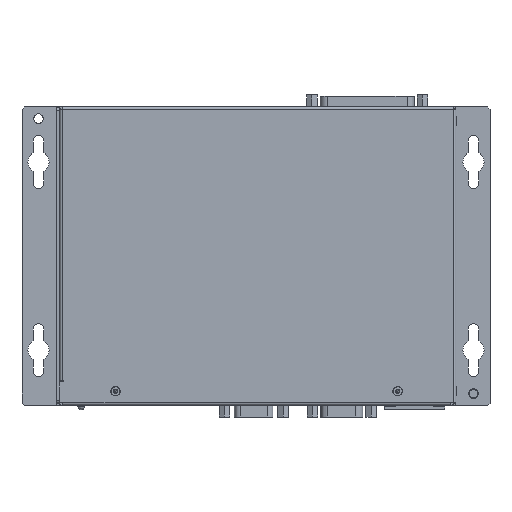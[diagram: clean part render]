
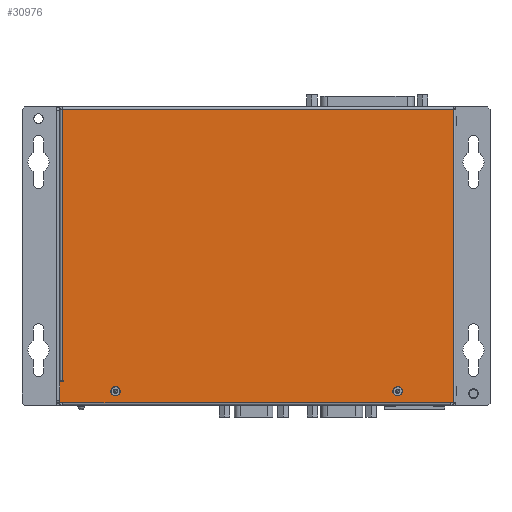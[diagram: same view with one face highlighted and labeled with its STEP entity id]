
A CAD part, top view. The second image highlights one B-rep face of the part: STEP entity #30976.
In plain terms, the highlighted planar face has unit normal (0, 0, 1).
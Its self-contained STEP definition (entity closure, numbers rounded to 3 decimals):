
#30841=CARTESIAN_POINT('',(2.5,1.,50.5));
#30842=VERTEX_POINT('',#30841);
#30849=CARTESIAN_POINT('',(1.5,2.,50.5));
#30850=VERTEX_POINT('',#30849);
#30851=CARTESIAN_POINT('',(2.5,2.,50.5));
#30852=DIRECTION('',(0.,0.,-1.0));
#30853=DIRECTION('',(-0.707,-0.707,0.));
#30854=AXIS2_PLACEMENT_3D('',#30851,#30852,#30853);
#30855=CIRCLE('',#30854,1.0);
#30856=EDGE_CURVE('',#30842,#30850,#30855,.T.);
#30873=CARTESIAN_POINT('',(1.5,10.,50.5));
#30874=VERTEX_POINT('',#30873);
#30875=CARTESIAN_POINT('',(1.5,10.,50.5));
#30876=DIRECTION('',(0.0,-1.0,0.0));
#30877=VECTOR('',#30876,8.0);
#30878=LINE('',#30875,#30877);
#30879=EDGE_CURVE('',#30874,#30850,#30878,.T.);
#30891=CARTESIAN_POINT('',(85.8,64.06,50.5));
#30892=DIRECTION('',(0.,0.,1.0));
#30893=DIRECTION('',(1.0,0.,0.));
#30894=AXIS2_PLACEMENT_3D('',#30891,#30892,#30893);
#30895=PLANE('',#30894);
#30896=ORIENTED_EDGE('',*,*,#30856,.F.);
#30897=CARTESIAN_POINT('',(169.,1.,50.5));
#30898=VERTEX_POINT('',#30897);
#30899=CARTESIAN_POINT('',(2.5,1.,50.5));
#30900=DIRECTION('',(1.0,0.,0.));
#30901=VECTOR('',#30900,166.5);
#30902=LINE('',#30899,#30901);
#30903=EDGE_CURVE('',#30842,#30898,#30902,.T.);
#30904=ORIENTED_EDGE('',*,*,#30903,.T.);
#30905=CARTESIAN_POINT('',(169.,126.02,50.5));
#30906=VERTEX_POINT('',#30905);
#30907=CARTESIAN_POINT('',(169.,1.,50.5));
#30908=DIRECTION('',(0.0,1.0,0.0));
#30909=VECTOR('',#30908,125.02);
#30910=LINE('',#30907,#30909);
#30911=EDGE_CURVE('',#30898,#30906,#30910,.T.);
#30912=ORIENTED_EDGE('',*,*,#30911,.T.);
#30913=CARTESIAN_POINT('',(2.6,126.02,50.5));
#30914=VERTEX_POINT('',#30913);
#30915=CARTESIAN_POINT('',(169.,126.02,50.5));
#30916=DIRECTION('',(-1.0,0.,0.));
#30917=VECTOR('',#30916,166.4);
#30918=LINE('',#30915,#30917);
#30919=EDGE_CURVE('',#30906,#30914,#30918,.T.);
#30920=ORIENTED_EDGE('',*,*,#30919,.T.);
#30921=CARTESIAN_POINT('',(2.6,10.5,50.5));
#30922=VERTEX_POINT('',#30921);
#30923=CARTESIAN_POINT('',(2.6,126.02,50.5));
#30924=DIRECTION('',(0.0,-1.0,0.0));
#30925=VECTOR('',#30924,115.52);
#30926=LINE('',#30923,#30925);
#30927=EDGE_CURVE('',#30914,#30922,#30926,.T.);
#30928=ORIENTED_EDGE('',*,*,#30927,.T.);
#30929=CARTESIAN_POINT('',(3.1,10.5,50.5));
#30930=VERTEX_POINT('',#30929);
#30931=CARTESIAN_POINT('',(2.6,10.5,50.5));
#30932=DIRECTION('',(1.0,0.0,0.));
#30933=VECTOR('',#30932,0.5);
#30934=LINE('',#30931,#30933);
#30935=EDGE_CURVE('',#30922,#30930,#30934,.T.);
#30936=ORIENTED_EDGE('',*,*,#30935,.T.);
#30937=CARTESIAN_POINT('',(3.1,10.,50.5));
#30938=VERTEX_POINT('',#30937);
#30939=CARTESIAN_POINT('',(3.1,10.5,50.5));
#30940=DIRECTION('',(0.0,-1.0,0.0));
#30941=VECTOR('',#30940,0.5);
#30942=LINE('',#30939,#30941);
#30943=EDGE_CURVE('',#30930,#30938,#30942,.T.);
#30944=ORIENTED_EDGE('',*,*,#30943,.T.);
#30945=CARTESIAN_POINT('',(3.1,10.,50.5));
#30946=DIRECTION('',(-1.0,0.0,0.));
#30947=VECTOR('',#30946,1.6);
#30948=LINE('',#30945,#30947);
#30949=EDGE_CURVE('',#30938,#30874,#30948,.T.);
#30950=ORIENTED_EDGE('',*,*,#30949,.T.);
#30951=ORIENTED_EDGE('',*,*,#30879,.T.);
#30952=EDGE_LOOP('',(#30896,#30904,#30912,#30920,#30928,#30936,#30944,#30950,#30951));
#30953=FACE_OUTER_BOUND('',#30952,.T.);
#30954=CARTESIAN_POINT('',(27.3,6.,50.5));
#30955=VERTEX_POINT('',#30954);
#30956=CARTESIAN_POINT('',(25.3,6.,50.5));
#30957=DIRECTION('',(0.,0.,-1.0));
#30958=DIRECTION('',(1.0,0.,0.));
#30959=AXIS2_PLACEMENT_3D('',#30956,#30957,#30958);
#30960=CIRCLE('',#30959,2.0);
#30961=EDGE_CURVE('',#30955,#30955,#30960,.T.);
#30962=ORIENTED_EDGE('',*,*,#30961,.T.);
#30963=EDGE_LOOP('',(#30962));
#30964=FACE_BOUND('',#30963,.T.);
#30965=CARTESIAN_POINT('',(147.3,6.,50.5));
#30966=VERTEX_POINT('',#30965);
#30967=CARTESIAN_POINT('',(145.3,6.,50.5));
#30968=DIRECTION('',(0.,0.,-1.0));
#30969=DIRECTION('',(1.0,0.,0.));
#30970=AXIS2_PLACEMENT_3D('',#30967,#30968,#30969);
#30971=CIRCLE('',#30970,2.0);
#30972=EDGE_CURVE('',#30966,#30966,#30971,.T.);
#30973=ORIENTED_EDGE('',*,*,#30972,.T.);
#30974=EDGE_LOOP('',(#30973));
#30975=FACE_BOUND('',#30974,.T.);
#30976=ADVANCED_FACE('',(#30953,#30964,#30975),#30895,.T.);
